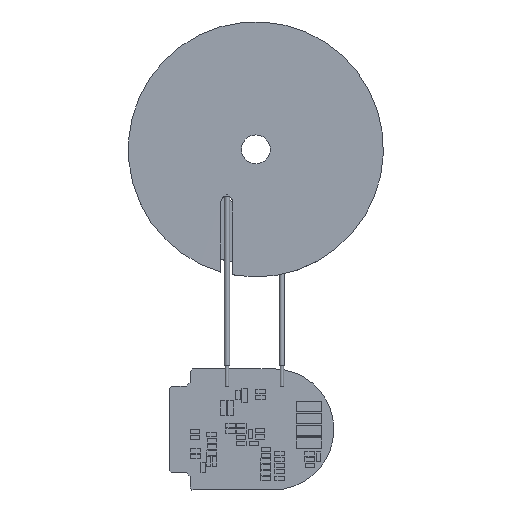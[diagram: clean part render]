
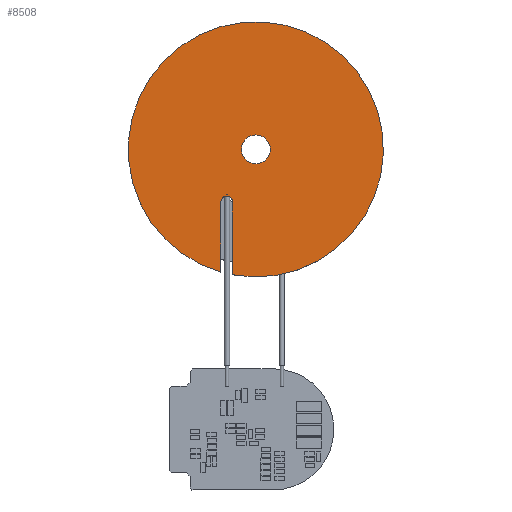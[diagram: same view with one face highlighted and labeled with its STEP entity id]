
A CAD part, top view. The second image highlights one B-rep face of the part: STEP entity #8508.
In plain terms, the highlighted planar face has unit normal (0, 0, 1).
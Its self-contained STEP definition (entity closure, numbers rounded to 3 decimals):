
#8378=CARTESIAN_POINT('',(0.,0.,
-1.1));
#8379=DIRECTION('',(0.,0.,-1.));
#8380=DIRECTION('',(-0.274,-0.962,0.));
#8381=AXIS2_PLACEMENT_3D('',#8378,#8379,#8380);
#8383=DIRECTION('',(0.,-1.,0.));
#8384=VECTOR('',#8383,12.628);
#8385=CARTESIAN_POINT('',(-4.048,-9.098,
-1.1));
#8386=LINE('',#8385,#8384);
#8387=DIRECTION('',(0.,1.,0.));
#8388=VECTOR('',#8387,12.159);
#8389=CARTESIAN_POINT('',(-6.048,-21.256,-1.1));
#8390=LINE('',#8389,#8388);
#8391=CARTESIAN_POINT('',(0.,0.,
-1.1));
#8392=DIRECTION('',(0.,0.,1.));
#8393=DIRECTION('',(1.,0.,0.));
#8394=AXIS2_PLACEMENT_3D('',#8391,#8392,#8393);
#8396=CARTESIAN_POINT('',(0.,0.,
-1.1));
#8397=DIRECTION('',(0.,0.,1.));
#8398=DIRECTION('',(-1.,0.,0.));
#8399=AXIS2_PLACEMENT_3D('',#8396,#8397,#8398);
#8401=CARTESIAN_POINT('',(-5.048,-9.098,
-1.1));
#8402=DIRECTION('',(0.,0.,-1.));
#8403=DIRECTION('',(-1.,0.,0.));
#8404=AXIS2_PLACEMENT_3D('',#8401,#8402,#8403);
#8431=CARTESIAN_POINT('',(2.5,0.,
-1.1));
#8432=CARTESIAN_POINT('',(-2.5,0.,
-1.1));
#8433=VERTEX_POINT('',#8431);
#8434=VERTEX_POINT('',#8432);
#8443=CARTESIAN_POINT('',(-6.048,-21.256,-1.1));
#8444=VERTEX_POINT('',#8443);
#8445=CARTESIAN_POINT('',(-4.048,-21.726,-1.1));
#8446=VERTEX_POINT('',#8445);
#8447=CARTESIAN_POINT('',(-6.048,-9.098,-1.1));
#8448=VERTEX_POINT('',#8447);
#8449=CARTESIAN_POINT('',(-4.048,-9.098,
-1.1));
#8450=VERTEX_POINT('',#8449);
#8488=CARTESIAN_POINT('',(0.,0.,-1.1));
#8489=DIRECTION('',(0.,0.,1.));
#8490=DIRECTION('',(-1.,0.,0.));
#8491=AXIS2_PLACEMENT_3D('',#8488,#8489,#8490);
#8492=PLANE('',#8491);
#8493=ORIENTED_EDGE('',*,*,#8478,.T.);
#8495=ORIENTED_EDGE('',*,*,#8494,.F.);
#8497=ORIENTED_EDGE('',*,*,#8496,.F.);
#8499=ORIENTED_EDGE('',*,*,#8498,.F.);
#8500=EDGE_LOOP('',(#8493,#8495,#8497,#8499));
#8501=FACE_OUTER_BOUND('',#8500,.F.);
#8503=ORIENTED_EDGE('',*,*,#8502,.T.);
#8505=ORIENTED_EDGE('',*,*,#8504,.T.);
#8506=EDGE_LOOP('',(#8503,#8505));
#8507=FACE_BOUND('',#8506,.F.);
#8508=ADVANCED_FACE('',(#8501,#8507),#8492,.T.);
#8382=CIRCLE('',#8381,22.1);
#8395=CIRCLE('',#8394,2.5);
#8400=CIRCLE('',#8399,2.5);
#8405=CIRCLE('',#8404,1.);
#8478=EDGE_CURVE('',#8444,#8446,#8382,.T.);
#8494=EDGE_CURVE('',#8450,#8446,#8386,.T.);
#8496=EDGE_CURVE('',#8448,#8450,#8405,.T.);
#8498=EDGE_CURVE('',#8444,#8448,#8390,.T.);
#8502=EDGE_CURVE('',#8433,#8434,#8395,.T.);
#8504=EDGE_CURVE('',#8434,#8433,#8400,.T.);
